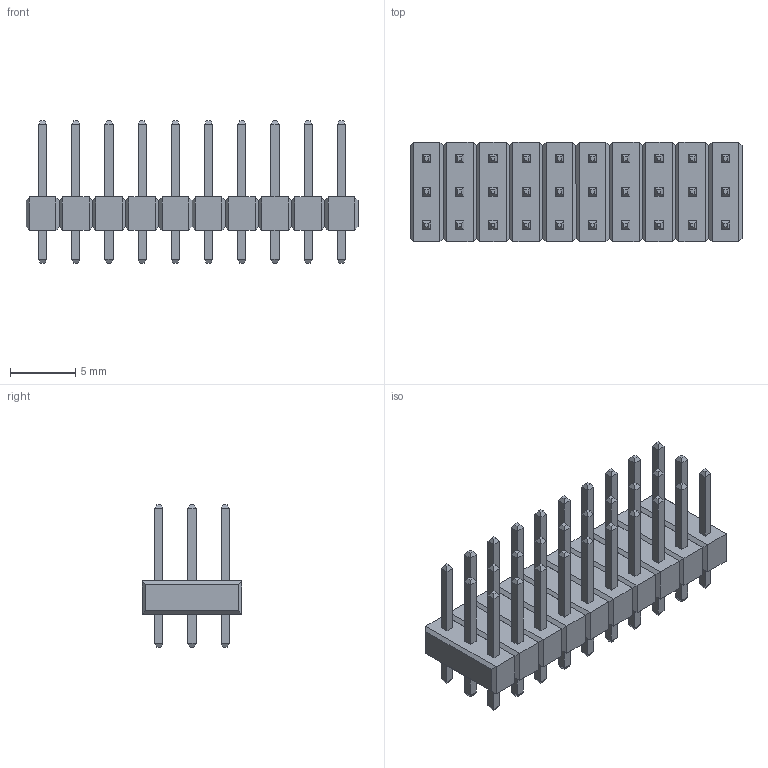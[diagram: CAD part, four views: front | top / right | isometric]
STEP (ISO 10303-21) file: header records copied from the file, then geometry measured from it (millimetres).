
FILE_DESCRIPTION (( 'STEP AP214' ), '1' );
FILE_NAME ('TSW-110-07-x-T.STEP', '2022-07-06T12:23:30', ( '' ), ( '' ), 'SwSTEP 2.0', 'SolidWorks 2018', '' );
FILE_SCHEMA (( 'AUTOMOTIVE_DESIGN' ));
Length unit declared in the file: millimetre
Products named in the file (1): TSW-110-07-x-T
Bounding box: 25.4 x 7.62 x 10.92 mm (x, y, z)
Volume: 577.5 mm3; surface area: 1192.2 mm2
Topology: 1 solids, 1 shells, 662 faces, 1444 edges, 844 vertices
Faces by surface type: plane 662
Entity records: 24536 total; most frequent: CARTESIAN_POINT 2951, ORIENTED_EDGE 2888, DIRECTION 2770, EDGE_CURVE 1444, VECTOR 1444, LINE 1444, VERTEX_POINT 844, EDGE_LOOP 722
